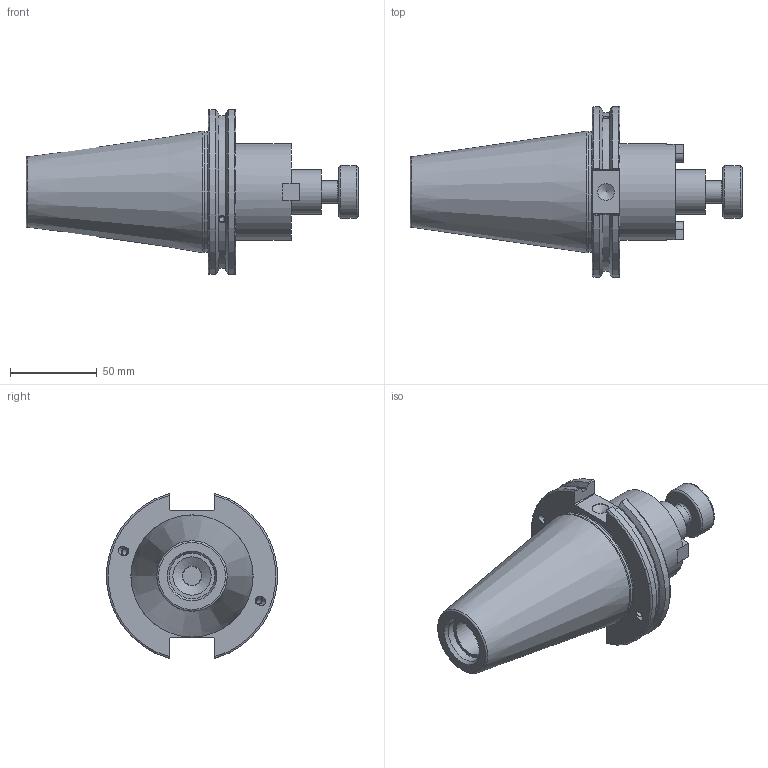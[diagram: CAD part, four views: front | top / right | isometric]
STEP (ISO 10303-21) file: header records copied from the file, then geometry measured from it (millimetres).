
FILE_DESCRIPTION(/* description */ ('','CAx-IF Rec.Pracs.---Representation and Presentation of Product Manufacturing Information (PMI)---4.0---2014-10-13'),/* implementation_level */ '2;1');
FILE_NAME(/* name */ 'EL014B.stp',/* time_stamp */ '2025-03-10T12:01:51+09:00',/* author */ ('eos'),/* organization */ (''),/* preprocessor_version */ 'ST-DEVELOPER v20',/* originating_system */ 'Autodesk Inventor 2025',/* authorisation */ '');
FILE_SCHEMA (('AP242_MANAGED_MODEL_BASED_3D_ENGINEERING_MIM_LF { 1 0 10303 442 1 1 4 }'));
Products named in the file (5): LO-CAT50ADB-SMA25.4-50.8; CAT50; SMA27-DRIV EKEY-SECO; #5844; COLLAR BOLT-UNF3_4-16x47L
Assembly tree (4 placements, depth 2):
  LO-CAT50ADB-SMA25.4-50.8
    CAT50
    SMA27-DRIV EKEY-SECO  x2
    COLLAR BOLT-UNF3_4-16x47L
  #5844
Bounding box: 190.88 x 98.06 x 94.69 mm (x, y, z)
Volume: 415510.2 mm3; surface area: 59546.8 mm2
Topology: 6 solids, 6 shells, 167 faces, 417 edges, 274 vertices
Faces by surface type: plane 88, cylinder 43, cone 23, torus 13
Full cylindrical faces by diameter (mm): 3.242 x4, 3.302 x2, 4.134 x2, 4.166 x2, 4.2 x2, 4.5 x2, 5 x2, 6.858 x2, 7.5 x2, 9.525 x2, 11.328 x1, 12.7 x1, 13.5 x1, 21.971 x1, 25.4 x1, 26.2 x1, 30 x1, 55.58 x1, 69.25 x1
Entity records: 5812 total; most frequent: CARTESIAN_POINT 1560, DIRECTION 836, ORIENTED_EDGE 712, EDGE_CURVE 356, AXIS2_PLACEMENT_3D 335, VERTEX_POINT 238, EDGE_LOOP 172, LINE 166
